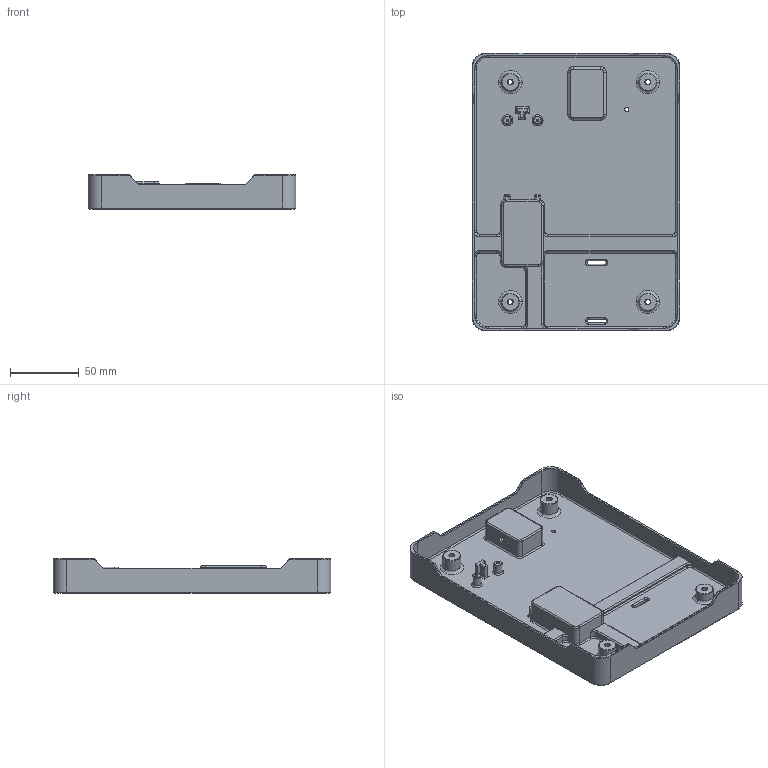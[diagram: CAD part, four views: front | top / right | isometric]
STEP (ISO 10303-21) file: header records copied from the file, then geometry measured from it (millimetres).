
FILE_DESCRIPTION (( 'STEP AP214' ), '1' );
FILE_NAME ('upper_panel.STEP', '2025-03-27T14:49:26', ( '' ), ( '' ), 'SwSTEP 2.0', 'SolidWorks 2018', '' );
FILE_SCHEMA (( 'AUTOMOTIVE_DESIGN' ));
Length unit declared in the file: millimetre
Products named in the file (1): upper_panel
Bounding box: 151.2 x 202.2 x 25 mm (x, y, z)
Volume: 176699.3 mm3; surface area: 98410.7 mm2
Topology: 1 solids, 1 shells, 537 faces, 1265 edges, 738 vertices
Faces by surface type: plane 219, cylinder 156, cone 84, torus 65, bspline 9, sphere 4
Entity records: 16484 total; most frequent: CARTESIAN_POINT 4053, DIRECTION 2697, ORIENTED_EDGE 2516, EDGE_CURVE 1258, AXIS2_PLACEMENT_3D 981, VERTEX_POINT 738, LINE 735, VECTOR 735
